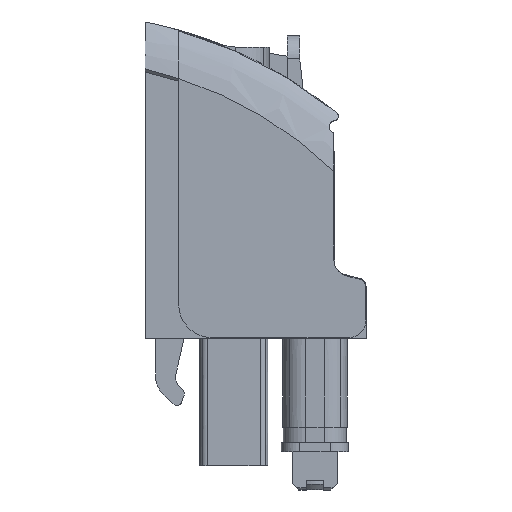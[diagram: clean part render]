
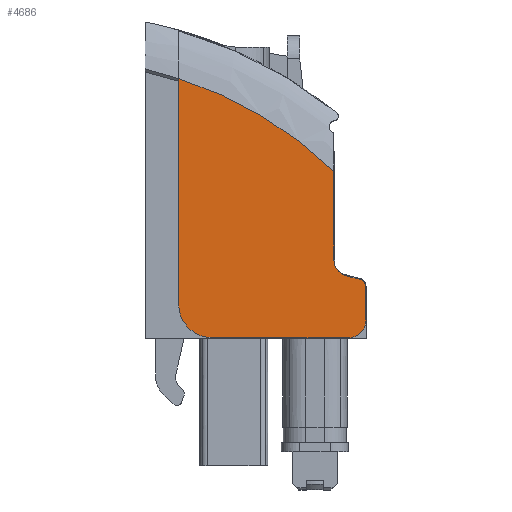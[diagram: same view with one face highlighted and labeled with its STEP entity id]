
A CAD part, left-side view. The second image highlights one B-rep face of the part: STEP entity #4686.
In plain terms, the highlighted planar face has unit normal (-1, 0, 0).
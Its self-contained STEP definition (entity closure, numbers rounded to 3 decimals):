
#2501=AXIS2_PLACEMENT_3D('Circle Axis2P3D',#2499,#2500,$) ;
#4595=AXIS2_PLACEMENT_3D('Circle Axis2P3D',#4593,#4594,$) ;
#4632=AXIS2_PLACEMENT_3D('Plane Axis2P3D',#4629,#4630,#4631) ;
#4636=AXIS2_PLACEMENT_3D('Circle Axis2P3D',#4634,#4635,$) ;
#4650=AXIS2_PLACEMENT_3D('Circle Axis2P3D',#4648,#4649,$) ;
#4664=AXIS2_PLACEMENT_3D('Circle Axis2P3D',#4662,#4663,$) ;
#2113=CARTESIAN_POINT('Vertex',(0.,2.16,20.826)) ;
#2116=CARTESIAN_POINT('Line Origine',(0.,2.16,17.924)) ;
#2120=CARTESIAN_POINT('Vertex',(0.,2.16,15.022)) ;
#2463=CARTESIAN_POINT('Vertex',(0.,12.302,12.1)) ;
#2466=CARTESIAN_POINT('Line Origine',(0.,12.302,19.493)) ;
#2470=CARTESIAN_POINT('Vertex',(0.,12.302,26.886)) ;
#2499=CARTESIAN_POINT('Axis2P3D Location',(0.,20.202,2.149)) ;
#4593=CARTESIAN_POINT('Axis2P3D Location',(0.,1.11,15.022)) ;
#4597=CARTESIAN_POINT('Vertex',(0.,1.381,14.008)) ;
#4629=CARTESIAN_POINT('Axis2P3D Location',(0.,12.302,7.353)) ;
#4634=CARTESIAN_POINT('Axis2P3D Location',(0.,10.102,12.15)) ;
#4638=CARTESIAN_POINT('Vertex',(0.,10.102,9.95)) ;
#4641=CARTESIAN_POINT('Line Origine',(0.,5.661,9.95)) ;
#4645=CARTESIAN_POINT('Vertex',(0.,1.221,9.95)) ;
#4648=CARTESIAN_POINT('Axis2P3D Location',(0.,1.221,11.1)) ;
#4652=CARTESIAN_POINT('Vertex',(0.,0.071,11.12)) ;
#4655=CARTESIAN_POINT('Line Origine',(0.,0.091,12.225)) ;
#4659=CARTESIAN_POINT('Vertex',(0.,0.11,13.33)) ;
#4662=CARTESIAN_POINT('Axis2P3D Location',(0.,0.56,13.322)) ;
#4666=CARTESIAN_POINT('Vertex',(0.,0.443,13.756)) ;
#4669=CARTESIAN_POINT('Line Origine',(0.,0.912,13.882)) ;
#2117=DIRECTION('Vector Direction',(0.,0.,-1.)) ;
#2467=DIRECTION('Vector Direction',(0.,0.,1.)) ;
#2500=DIRECTION('Axis2P3D Direction',(-1.,0.,0.)) ;
#4594=DIRECTION('Axis2P3D Direction',(1.,0.,0.)) ;
#4630=DIRECTION('Axis2P3D Direction',(1.,0.,0.)) ;
#4631=DIRECTION('Axis2P3D XDirection',(0.,0.,1.)) ;
#4635=DIRECTION('Axis2P3D Direction',(1.,0.,0.)) ;
#4642=DIRECTION('Vector Direction',(0.,1.,0.)) ;
#4649=DIRECTION('Axis2P3D Direction',(1.,0.,0.)) ;
#4656=DIRECTION('Vector Direction',(0.,-0.017,-1.)) ;
#4663=DIRECTION('Axis2P3D Direction',(1.,0.,0.)) ;
#4670=DIRECTION('Vector Direction',(0.,0.966,0.259)) ;
#2118=VECTOR('Line Direction',#2117,1.) ;
#2468=VECTOR('Line Direction',#2467,1.) ;
#4643=VECTOR('Line Direction',#4642,1.) ;
#4657=VECTOR('Line Direction',#4656,1.) ;
#4671=VECTOR('Line Direction',#4670,1.) ;
#4675=ORIENTED_EDGE('',*,*,#4640,.F.) ;
#4676=ORIENTED_EDGE('',*,*,#4647,.F.) ;
#4677=ORIENTED_EDGE('',*,*,#4654,.F.) ;
#4678=ORIENTED_EDGE('',*,*,#4661,.F.) ;
#4679=ORIENTED_EDGE('',*,*,#4668,.F.) ;
#4680=ORIENTED_EDGE('',*,*,#4673,.T.) ;
#4681=ORIENTED_EDGE('',*,*,#4599,.T.) ;
#4682=ORIENTED_EDGE('',*,*,#2122,.F.) ;
#4683=ORIENTED_EDGE('',*,*,#2503,.T.) ;
#4684=ORIENTED_EDGE('',*,*,#2472,.T.) ;
#4686=ADVANCED_FACE('GEHAEUSE',(#4685),#4633,.F.) ;
#2502=CIRCLE('generated circle',#2501,25.969) ;
#4596=CIRCLE('generated circle',#4595,1.05) ;
#4637=CIRCLE('generated circle',#4636,2.2) ;
#4651=CIRCLE('generated circle',#4650,1.15) ;
#4665=CIRCLE('generated circle',#4664,0.45) ;
#2122=EDGE_CURVE('',#2114,#2121,#2119,.T.) ;
#2472=EDGE_CURVE('',#2471,#2464,#2469,.F.) ;
#2503=EDGE_CURVE('',#2114,#2471,#2502,.T.) ;
#4599=EDGE_CURVE('',#4598,#2121,#4596,.T.) ;
#4640=EDGE_CURVE('',#4639,#2464,#4637,.T.) ;
#4647=EDGE_CURVE('',#4646,#4639,#4644,.T.) ;
#4654=EDGE_CURVE('',#4653,#4646,#4651,.T.) ;
#4661=EDGE_CURVE('',#4660,#4653,#4658,.T.) ;
#4668=EDGE_CURVE('',#4667,#4660,#4665,.T.) ;
#4673=EDGE_CURVE('',#4667,#4598,#4672,.T.) ;
#4674=EDGE_LOOP('',(#4675,#4676,#4677,#4678,#4679,#4680,#4681,#4682,#4683,#4684)) ;
#4685=FACE_OUTER_BOUND('',#4674,.T.) ;
#2119=LINE('Line',#2116,#2118) ;
#2469=LINE('Line',#2466,#2468) ;
#4644=LINE('Line',#4641,#4643) ;
#4658=LINE('Line',#4655,#4657) ;
#4672=LINE('Line',#4669,#4671) ;
#4633=PLANE('',#4632) ;
#2114=VERTEX_POINT('',#2113) ;
#2121=VERTEX_POINT('',#2120) ;
#2464=VERTEX_POINT('',#2463) ;
#2471=VERTEX_POINT('',#2470) ;
#4598=VERTEX_POINT('',#4597) ;
#4639=VERTEX_POINT('',#4638) ;
#4646=VERTEX_POINT('',#4645) ;
#4653=VERTEX_POINT('',#4652) ;
#4660=VERTEX_POINT('',#4659) ;
#4667=VERTEX_POINT('',#4666) ;
